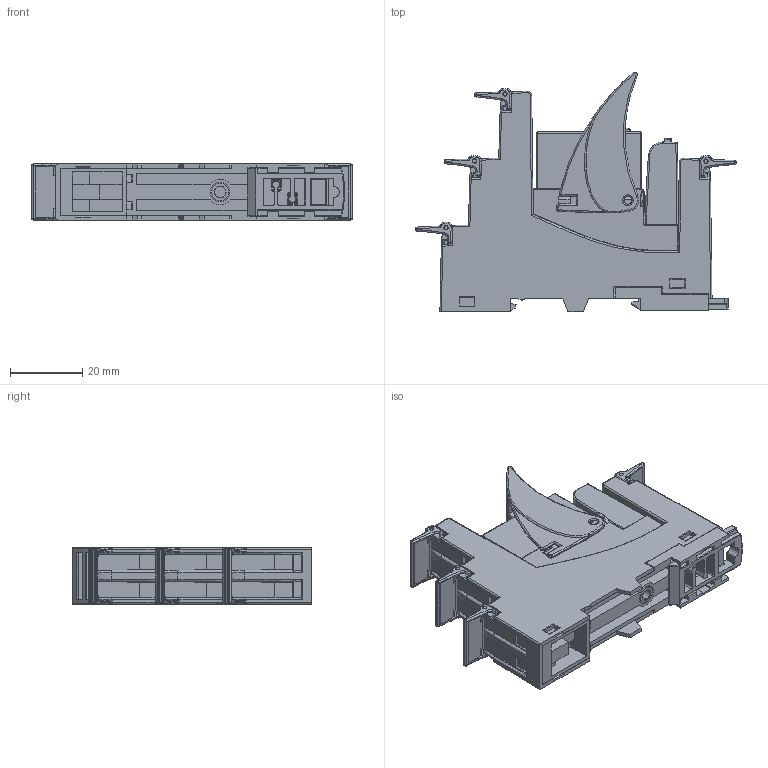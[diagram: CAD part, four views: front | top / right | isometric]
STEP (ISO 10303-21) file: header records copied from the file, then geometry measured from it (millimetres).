
FILE_DESCRIPTION (( 'STEP AP214' ), '1' );
FILE_NAME ('PI85 z GZT80.STEP', '2016-05-25T07:11:35', ( '' ), ( '' ), 'SwSTEP 2.0', 'SolidWorks 2016', '' );
FILE_SCHEMA (( 'AUTOMOTIVE_DESIGN' ));
Length unit declared in the file: millimetre
Products named in the file (8): Modu³; Obejma wyrzutnikowa; GZM-2000.1 Zaczep na szynê DIN; RM85-1P; P³ytka opisowa zacisków; GZT4-0015 - Wkrêt krzy¿owy M3x8; PI85 z GZT80; Podstawa GZT80
Assembly tree (17 placements, depth 2):
  PI85 z GZT80
    Podstawa GZT80
    GZT4-0015 - Wkrêt krzy¿owy M3x8  x8
    P³ytka opisowa zacisków  x4
    Obejma wyrzutnikowa
    Modu³
    GZM-2000.1 Zaczep na szynê DIN
    RM85-1P
Bounding box: 88.73 x 66.2 x 15.8 mm (x, y, z)
Volume: 42674 mm3; surface area: 29278.8 mm2
Topology: 18 solids, 36 shells, 3086 faces, 7724 edges, 4627 vertices
Faces by surface type: plane 1268, cylinder 909, torus 374, bspline 271, sphere 180, cone 84
Entity records: 66116 total; most frequent: CARTESIAN_POINT 16629, ORIENTED_EDGE 10536, DIRECTION 9688, EDGE_CURVE 5268, VERTEX_POINT 3279, AXIS2_PLACEMENT_3D 3235, LINE 3218, VECTOR 3218
